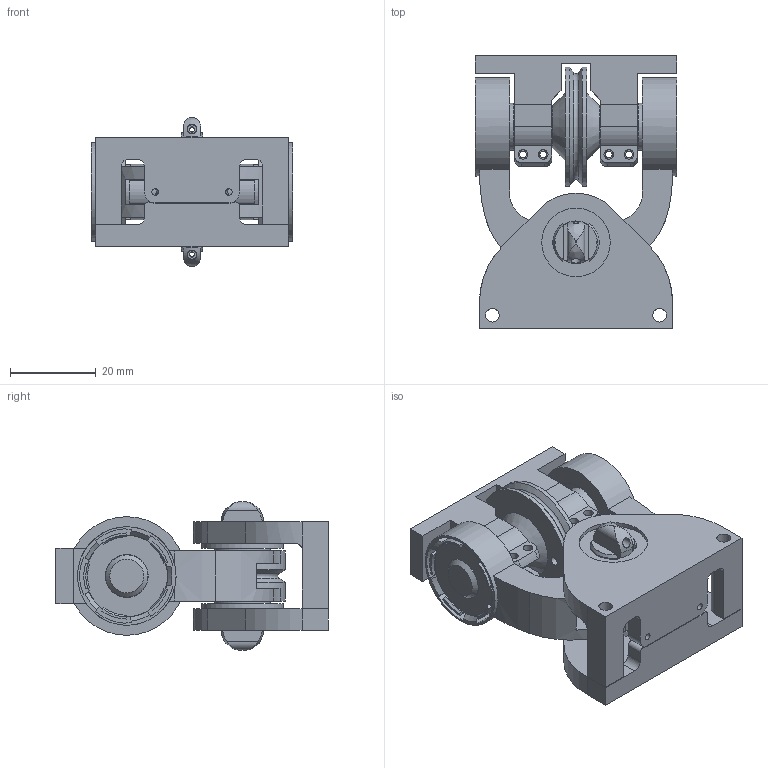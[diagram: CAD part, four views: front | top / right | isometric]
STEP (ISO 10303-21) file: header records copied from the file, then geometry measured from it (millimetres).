
FILE_DESCRIPTION(/* description */ (''),/* implementation_level */ '2;1');
FILE_NAME(/* name */ 'Wrist Base.step',/* time_stamp */ '2020-10-20T13:57:35+01:00',/* author */ (''),/* organization */ (''),/* preprocessor_version */ 'ST-DEVELOPER v18.1',/* originating_system */ 'Autodesk Translation Framework v9.3.0.1241',/* authorisation */ '');
FILE_SCHEMA (('AUTOMOTIVE_DESIGN { 1 0 10303 214 3 1 1 }'));
Length unit declared in the file: millimetre
Products named in the file (5): Wrist 3; Component1; Component1(Mirror); Component3; Component3(Mirror)
Assembly tree (4 placements, depth 2):
  Wrist 3
    Component1
    Component1(Mirror)
    Component3
    Component3(Mirror)
Bounding box: 47 x 63.56 x 34.7 mm (x, y, z)
Volume: 36197.7 mm3; surface area: 26389.3 mm2
Topology: 10 solids, 10 shells, 417 faces, 1135 edges, 748 vertices
Faces by surface type: plane 213, cylinder 156, cone 32, torus 12, bspline 4
Full cylindrical faces by diameter (mm): 1.2 x1, 1.5 x4, 1.6 x4, 1.75 x1, 2 x1, 2.2 x6, 3.2 x4, 9.8 x2, 9.9 x2, 10 x5, 10.9 x2, 13 x2, 15 x2, 16 x2, 19 x5, 19.1 x2, 19.3 x2, 20 x2, 23 x2, 27.7 x2
Entity records: 14332 total; most frequent: CARTESIAN_POINT 3249, DIRECTION 2327, ORIENTED_EDGE 2270, EDGE_CURVE 1135, AXIS2_PLACEMENT_3D 838, VERTEX_POINT 748, LINE 651, VECTOR 651
